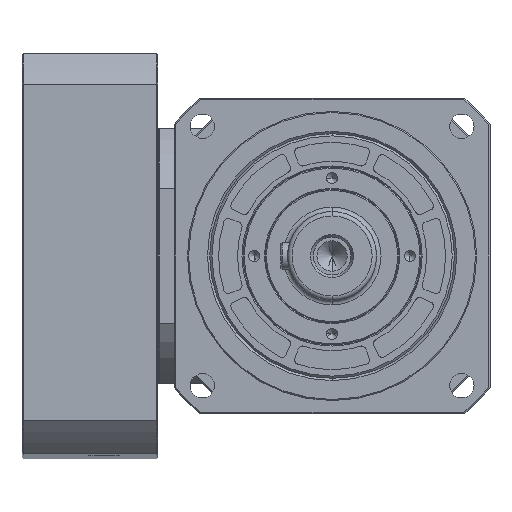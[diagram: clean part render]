
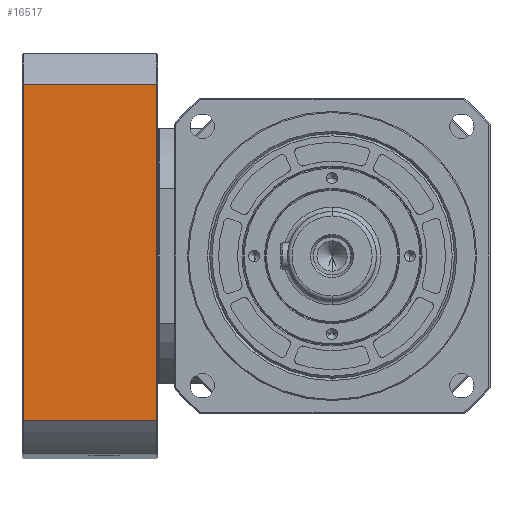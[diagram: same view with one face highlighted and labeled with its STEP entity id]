
A CAD part, left-side view. The second image highlights one B-rep face of the part: STEP entity #16517.
In plain terms, the highlighted face is planar.
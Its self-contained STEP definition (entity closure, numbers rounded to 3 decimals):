
#13815=CARTESIAN_POINT('',(60.5,-75.54,90.));
#13828=DIRECTION('',(-1.,0.,0.));
#13829=VECTOR('',#13828,60.);
#13830=CARTESIAN_POINT('',(60.5,-75.54,90.));
#13831=LINE('',#13830,#13829);
#13859=DIRECTION('',(0.,1.,0.));
#13860=VECTOR('',#13859,151.079);
#13861=CARTESIAN_POINT('',(0.5,-75.54,90.));
#13862=LINE('',#13861,#13860);
#13931=DIRECTION('',(1.,0.,0.));
#13932=VECTOR('',#13931,60.);
#13933=CARTESIAN_POINT('',(0.5,75.54,90.));
#13934=LINE('',#13933,#13932);
#13943=DIRECTION('',(0.,-1.,0.));
#13944=VECTOR('',#13943,151.079);
#13945=CARTESIAN_POINT('',(60.5,75.54,90.));
#13946=LINE('',#13945,#13944);
#15371=CARTESIAN_POINT('',(0.5,-75.54,90.));
#15372=CARTESIAN_POINT('',(0.5,75.54,90.));
#15373=VERTEX_POINT('',#15371);
#15374=VERTEX_POINT('',#15372);
#15673=VERTEX_POINT('',#13815);
#15698=CARTESIAN_POINT('',(60.5,75.54,90.));
#15699=VERTEX_POINT('',#15698);
#16505=CARTESIAN_POINT('',(0.,-90.,90.));
#16506=DIRECTION('',(0.,0.,1.));
#16507=DIRECTION('',(0.,-1.,0.));
#16508=AXIS2_PLACEMENT_3D('',#16505,#16506,#16507);
#16509=PLANE('',#16508);
#16510=ORIENTED_EDGE('',*,*,#16358,.T.);
#16511=ORIENTED_EDGE('',*,*,#16411,.T.);
#16512=ORIENTED_EDGE('',*,*,#16496,.T.);
#16514=ORIENTED_EDGE('',*,*,#16513,.T.);
#16515=EDGE_LOOP('',(#16510,#16511,#16512,#16514));
#16516=FACE_OUTER_BOUND('',#16515,.F.);
#16517=ADVANCED_FACE('',(#16516),#16509,.T.);
#16358=EDGE_CURVE('',#15673,#15373,#13831,.T.);
#16411=EDGE_CURVE('',#15373,#15374,#13862,.T.);
#16496=EDGE_CURVE('',#15374,#15699,#13934,.T.);
#16513=EDGE_CURVE('',#15699,#15673,#13946,.T.);
